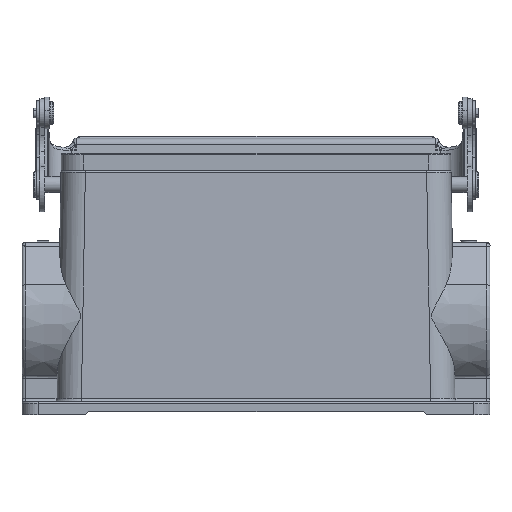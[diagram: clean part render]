
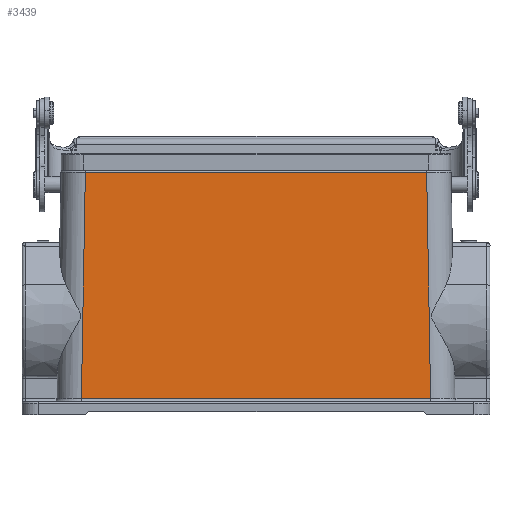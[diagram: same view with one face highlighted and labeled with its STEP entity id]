
A CAD part, top view. The second image highlights one B-rep face of the part: STEP entity #3439.
In plain terms, the highlighted planar face has unit normal (0, 0.018, 1).
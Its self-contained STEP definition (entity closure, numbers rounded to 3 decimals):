
#966=FACE_OUTER_BOUND('',#5447,.T.);
#3439=ADVANCED_FACE('',(#966),#4518,.T.);
#4518=PLANE('',#22482);
#5447=EDGE_LOOP('',(#10812,#10813,#10814,#10815));
#6902=LINE('',#33605,#8222);
#6903=LINE('',#33607,#8223);
#6904=LINE('',#33609,#8224);
#6905=LINE('',#33611,#8225);
#8222=VECTOR('',#25242,1.);
#8223=VECTOR('',#25245,1.);
#8224=VECTOR('',#25246,1.);
#8225=VECTOR('',#25247,1.);
#10812=ORIENTED_EDGE('',*,*,#19013,.T.);
#10813=ORIENTED_EDGE('',*,*,#19012,.F.);
#10814=ORIENTED_EDGE('',*,*,#19014,.T.);
#10815=ORIENTED_EDGE('',*,*,#19015,.F.);
#16612=VERTEX_POINT('',#33514);
#16617=VERTEX_POINT('',#33604);
#16618=VERTEX_POINT('',#33608);
#16619=VERTEX_POINT('',#33610);
#19012=EDGE_CURVE('',#16617,#16612,#6902,.T.);
#19013=EDGE_CURVE('',#16618,#16612,#6903,.T.);
#19014=EDGE_CURVE('',#16617,#16619,#6904,.T.);
#19015=EDGE_CURVE('',#16618,#16619,#6905,.T.);
#22482=AXIS2_PLACEMENT_3D('',#33612,#25248,#25249);
#25242=DIRECTION('',(0.017,1.,-0.017));
#25245=DIRECTION('',(-1.,0.,0.));
#25246=DIRECTION('',(1.,0.,0.));
#25247=DIRECTION('',(0.017,-1.,0.017));
#25248=DIRECTION('',(0.,0.017,1.));
#25249=DIRECTION('',(0.,-1.,0.017));
#33514=CARTESIAN_POINT('',(20.49,74.509,-6.491));
#33604=CARTESIAN_POINT('',(19.277,4.983,-5.278));
#33605=CARTESIAN_POINT('',(19.277,4.983,-5.278));
#33607=CARTESIAN_POINT('',(125.51,74.509,-6.491));
#33608=CARTESIAN_POINT('',(125.51,74.509,-6.491));
#33609=CARTESIAN_POINT('',(19.277,4.983,-5.278));
#33610=CARTESIAN_POINT('',(126.723,4.983,-5.278));
#33611=CARTESIAN_POINT('',(125.51,74.509,-6.491));
#33612=CARTESIAN_POINT('',(73.,39.746,-5.885));
